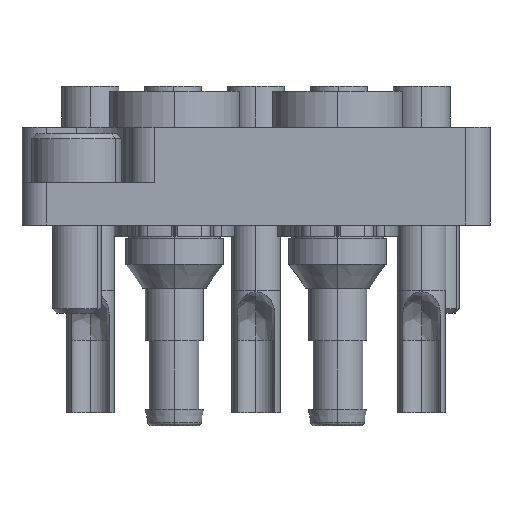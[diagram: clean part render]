
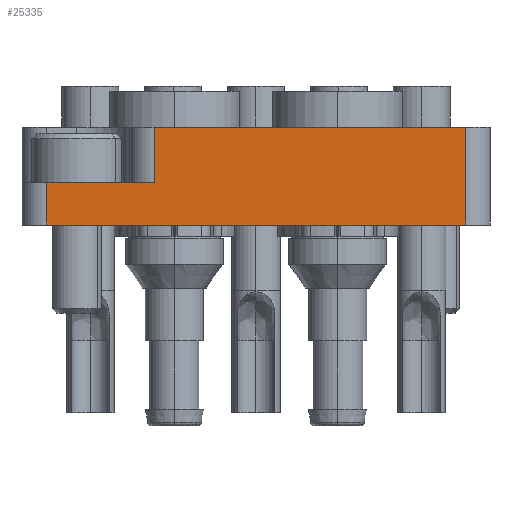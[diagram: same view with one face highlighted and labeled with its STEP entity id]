
A CAD part, front view. The second image highlights one B-rep face of the part: STEP entity #25335.
In plain terms, the highlighted face is planar.
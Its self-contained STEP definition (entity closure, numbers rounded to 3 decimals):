
#191 = LINE ( 'NONE', #25651, #21723 ) ;
#469 = ORIENTED_EDGE ( 'NONE', *, *, #10148, .F. ) ;
#607 = EDGE_LOOP ( 'NONE', ( #17010, #24399, #11361, #13323, #469, #26368 ) ) ;
#1623 = EDGE_CURVE ( 'NONE', #20750, #17735, #18422, .T. ) ;
#2149 = VERTEX_POINT ( 'NONE', #17896 ) ;
#2769 = VERTEX_POINT ( 'NONE', #15442 ) ;
#2985 = DIRECTION ( 'NONE',  ( 1., 0., 0. ) ) ;
#4158 = VECTOR ( 'NONE', #24235, 1000. ) ;
#4717 = CARTESIAN_POINT ( 'NONE',  ( 30., 6., -12.85 ) ) ;
#5456 = CARTESIAN_POINT ( 'NONE',  ( 30., 6., 14.35 ) ) ;
#6740 = DIRECTION ( 'NONE',  ( 0., 1., 0. ) ) ;
#7102 = CARTESIAN_POINT ( 'NONE',  ( 30., 2.6, 7.75 ) ) ;
#8215 = CARTESIAN_POINT ( 'NONE',  ( 30., 6., -12.85 ) ) ;
#8322 = VERTEX_POINT ( 'NONE', #26849 ) ;
#9801 = CARTESIAN_POINT ( 'NONE',  ( 30., 0., -12.85 ) ) ;
#10148 = EDGE_CURVE ( 'NONE', #2149, #2769, #11947, .T. ) ;
#10681 = VECTOR ( 'NONE', #6740, 1000. ) ;
#11361 = ORIENTED_EDGE ( 'NONE', *, *, #29845, .F. ) ;
#11947 = LINE ( 'NONE', #7102, #17192 ) ;
#12365 = EDGE_CURVE ( 'NONE', #17735, #26335, #30446, .T. ) ;
#13323 = ORIENTED_EDGE ( 'NONE', *, *, #21441, .T. ) ;
#14283 = DIRECTION ( 'NONE',  ( 0., 0., -1. ) ) ;
#14479 = FACE_OUTER_BOUND ( 'NONE', #607, .T. ) ;
#14630 = DIRECTION ( 'NONE',  ( 0., 1., 0. ) ) ;
#14814 = DIRECTION ( 'NONE',  ( 0., 0., -1. ) ) ;
#14952 = CARTESIAN_POINT ( 'NONE',  ( 30., 2.6, 6.25 ) ) ;
#15442 = CARTESIAN_POINT ( 'NONE',  ( 30., 2.6, 6.25 ) ) ;
#15727 = EDGE_CURVE ( 'NONE', #2149, #20750, #191, .T. ) ;
#17010 = ORIENTED_EDGE ( 'NONE', *, *, #1623, .T. ) ;
#17192 = VECTOR ( 'NONE', #14283, 1000. ) ;
#17735 = VERTEX_POINT ( 'NONE', #9801 ) ;
#17896 = CARTESIAN_POINT ( 'NONE',  ( 30., 2.6, 12.85 ) ) ;
#18422 = LINE ( 'NONE', #30289, #21801 ) ;
#19556 = CARTESIAN_POINT ( 'NONE',  ( 30., 0., 12.85 ) ) ;
#19774 = PLANE ( 'NONE',  #20696 ) ;
#20696 = AXIS2_PLACEMENT_3D ( 'NONE', #5456, #2985, #14630 ) ;
#20750 = VERTEX_POINT ( 'NONE', #19556 ) ;
#20897 = DIRECTION ( 'NONE',  ( 0., 0., -1. ) ) ;
#21441 = EDGE_CURVE ( 'NONE', #8322, #2769, #29166, .T. ) ;
#21723 = VECTOR ( 'NONE', #30266, 1000. ) ;
#21801 = VECTOR ( 'NONE', #20897, 1000. ) ;
#22244 = VECTOR ( 'NONE', #14814, 1000. ) ;
#24235 = DIRECTION ( 'NONE',  ( 0., -1., 0. ) ) ;
#24382 = CARTESIAN_POINT ( 'NONE',  ( 30., 6., 14.35 ) ) ;
#24399 = ORIENTED_EDGE ( 'NONE', *, *, #12365, .T. ) ;
#25335 = ADVANCED_FACE ( 'NONE', ( #14479 ), #19774, .T. ) ;
#25651 = CARTESIAN_POINT ( 'NONE',  ( 30., 0., 12.85 ) ) ;
#26335 = VERTEX_POINT ( 'NONE', #8215 ) ;
#26368 = ORIENTED_EDGE ( 'NONE', *, *, #15727, .T. ) ;
#26849 = CARTESIAN_POINT ( 'NONE',  ( 30., 6., 6.25 ) ) ;
#29166 = LINE ( 'NONE', #14952, #4158 ) ;
#29636 = LINE ( 'NONE', #24382, #22244 ) ;
#29845 = EDGE_CURVE ( 'NONE', #8322, #26335, #29636, .T. ) ;
#30266 = DIRECTION ( 'NONE',  ( 0., -1., 0. ) ) ;
#30289 = CARTESIAN_POINT ( 'NONE',  ( 30., 0., 14.35 ) ) ;
#30446 = LINE ( 'NONE', #4717, #10681 ) ;
